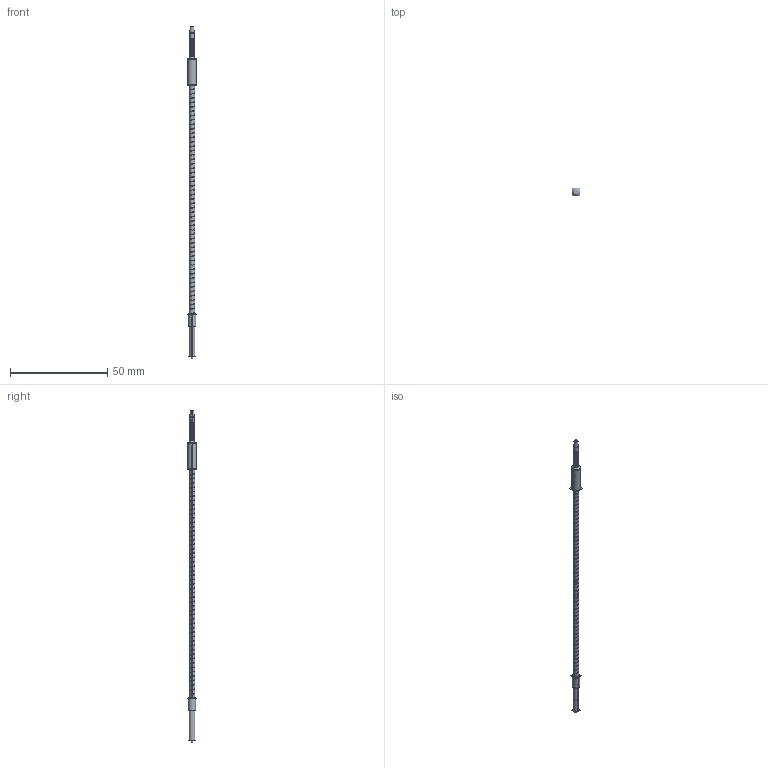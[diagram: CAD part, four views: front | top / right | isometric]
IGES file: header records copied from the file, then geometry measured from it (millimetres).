
Start section:  PTC IGES file: 166377.igs
Global section: file name: 166377.igs; native system: Creo Parametric by Parametric Technology Corporation; preprocessor: 2013230; author: pdmadmin; organization: Unknown; date: 20160105.124125; units: millimetre
Bounding box: 4.6 x 4.6 x 170.82 mm (x, y, z)
Volume: 716.6 mm3; surface area: 24617.4 mm2
Topology: 6 solids, 7 shells, 1020 faces, 4962 edges, 6368 vertices
Faces by surface type: revolution 868, bspline 152
